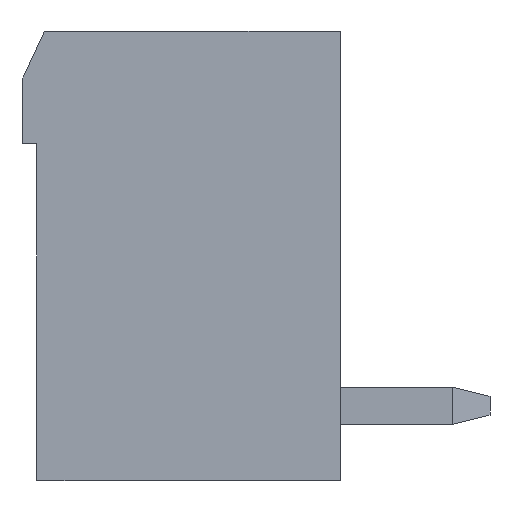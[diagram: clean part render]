
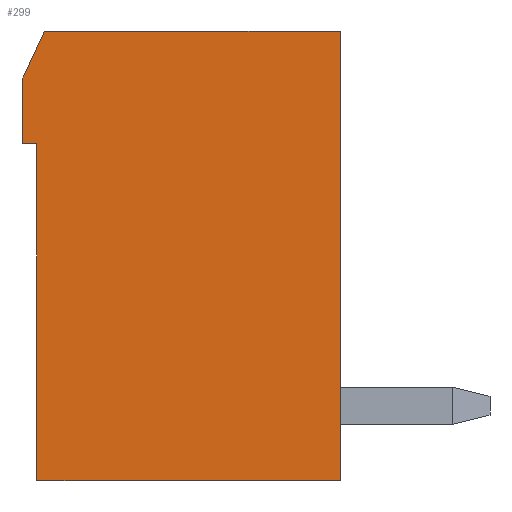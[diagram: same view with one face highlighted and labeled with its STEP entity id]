
A CAD part, left-side view. The second image highlights one B-rep face of the part: STEP entity #299.
In plain terms, the highlighted planar face has unit normal (-1, 0, 0).
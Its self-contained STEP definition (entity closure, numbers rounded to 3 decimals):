
#299 = ADVANCED_FACE( '', ( #723 ), #724, .F. );
#723 = FACE_OUTER_BOUND( '', #1326, .T. );
#724 = PLANE( '', #1327 );
#1326 = EDGE_LOOP( '', ( #1917, #1918, #1919, #1920, #1921, #1922, #1923 ) );
#1327 = AXIS2_PLACEMENT_3D( '', #1924, #1925, #1926 );
#1917 = ORIENTED_EDGE( '', *, *, #3650, .F. );
#1918 = ORIENTED_EDGE( '', *, *, #3651, .F. );
#1919 = ORIENTED_EDGE( '', *, *, #3652, .F. );
#1920 = ORIENTED_EDGE( '', *, *, #3653, .F. );
#1921 = ORIENTED_EDGE( '', *, *, #3654, .F. );
#1922 = ORIENTED_EDGE( '', *, *, #3655, .F. );
#1923 = ORIENTED_EDGE( '', *, *, #3656, .F. );
#1924 = CARTESIAN_POINT( '', ( -12.5, 0., 0. ) );
#1925 = DIRECTION( '', ( 1., 0., 0. ) );
#1926 = DIRECTION( '', ( 0., 0., -1. ) );
#3650 = EDGE_CURVE( '', #4329, #4330, #4331, .T. );
#3651 = EDGE_CURVE( '', #4332, #4329, #4333, .T. );
#3652 = EDGE_CURVE( '', #4334, #4332, #4335, .T. );
#3653 = EDGE_CURVE( '', #4336, #4334, #4337, .T. );
#3654 = EDGE_CURVE( '', #4338, #4336, #4339, .T. );
#3655 = EDGE_CURVE( '', #4340, #4338, #4341, .T. );
#3656 = EDGE_CURVE( '', #4330, #4340, #4342, .T. );
#4329 = VERTEX_POINT( '', #5337 );
#4330 = VERTEX_POINT( '', #5338 );
#4331 = LINE( '', #5339, #5340 );
#4332 = VERTEX_POINT( '', #5341 );
#4333 = LINE( '', #5342, #5343 );
#4334 = VERTEX_POINT( '', #5344 );
#4335 = LINE( '', #5345, #5346 );
#4336 = VERTEX_POINT( '', #5347 );
#4337 = LINE( '', #5348, #5349 );
#4338 = VERTEX_POINT( '', #5350 );
#4339 = LINE( '', #5351, #5352 );
#4340 = VERTEX_POINT( '', #5353 );
#4341 = LINE( '', #5354, #5355 );
#4342 = LINE( '', #5356, #5357 );
#5337 = CARTESIAN_POINT( '', ( -12.5, 3.65, 6. ) );
#5338 = CARTESIAN_POINT( '', ( -12.5, -4.25, 6. ) );
#5339 = CARTESIAN_POINT( '', ( -12.5, 3.65, 6. ) );
#5340 = VECTOR( '', #7037, 1000. );
#5341 = CARTESIAN_POINT( '', ( -12.5, 4.25, 4.7 ) );
#5342 = CARTESIAN_POINT( '', ( -12.5, 4.25, 4.7 ) );
#5343 = VECTOR( '', #7038, 1000. );
#5344 = CARTESIAN_POINT( '', ( -12.5, 4.25, 3. ) );
#5345 = CARTESIAN_POINT( '', ( -12.5, 4.25, 3. ) );
#5346 = VECTOR( '', #7039, 1000. );
#5347 = CARTESIAN_POINT( '', ( -12.5, 3.85, 3. ) );
#5348 = CARTESIAN_POINT( '', ( -12.5, 3.85, 3. ) );
#5349 = VECTOR( '', #7040, 1000. );
#5350 = CARTESIAN_POINT( '', ( -12.5, 3.85, -6. ) );
#5351 = CARTESIAN_POINT( '', ( -12.5, 3.85, -6. ) );
#5352 = VECTOR( '', #7041, 1000. );
#5353 = CARTESIAN_POINT( '', ( -12.5, -4.25, -6. ) );
#5354 = CARTESIAN_POINT( '', ( -12.5, -4.25, -6. ) );
#5355 = VECTOR( '', #7042, 1000. );
#5356 = CARTESIAN_POINT( '', ( -12.5, -4.25, 6. ) );
#5357 = VECTOR( '', #7043, 1000. );
#7037 = DIRECTION( '', ( 0., -1., 0. ) );
#7038 = DIRECTION( '', ( 0., -0.419, 0.908 ) );
#7039 = DIRECTION( '', ( 0., 0., 1. ) );
#7040 = DIRECTION( '', ( 0., 1., 0. ) );
#7041 = DIRECTION( '', ( 0., 0., 1. ) );
#7042 = DIRECTION( '', ( 0., 1., 0. ) );
#7043 = DIRECTION( '', ( 0., 0., -1. ) );
